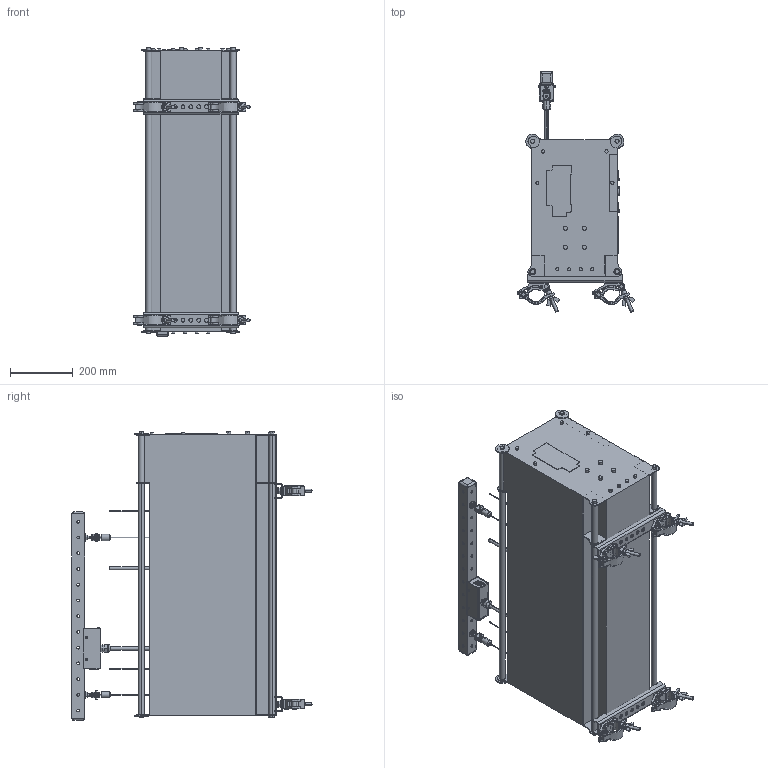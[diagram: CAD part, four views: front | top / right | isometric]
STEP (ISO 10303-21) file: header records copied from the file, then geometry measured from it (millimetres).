
FILE_DESCRIPTION (( 'STEP AP214' ), '1' );
FILE_NAME ('246.001.001_W50D+W50DEthernet_500mm.STEP', '2021-08-05T07:13:07', ( '' ), ( '' ), 'SwSTEP 2.0', 'SolidWorks 2021', '' );
FILE_SCHEMA (( 'AUTOMOTIVE_DESIGN' ));
Length unit declared in the file: millimetre
Products named in the file (1): 246.001.001_W50D+W50DEthernet_500mm
Bounding box: 372.37 x 762.6 x 917.25 mm (x, y, z)
Surface area: 2547264.7 mm2 (no closed solid volume)
Topology: 0 solids, 234 shells, 4360 faces, 11370 edges, 7470 vertices
Faces by surface type: plane 2039, cylinder 1447, cone 462, bspline 385, torus 27
Full cylindrical faces by diameter (mm): 0.8 x8
Entity records: 207845 total; most frequent: CARTESIAN_POINT 54874, ORIENTED_EDGE 21717, DIRECTION 20531, EDGE_CURVE 11226, VERTEX_POINT 7454, AXIS2_PLACEMENT_3D 7393, LINE 5745, VECTOR 5745
